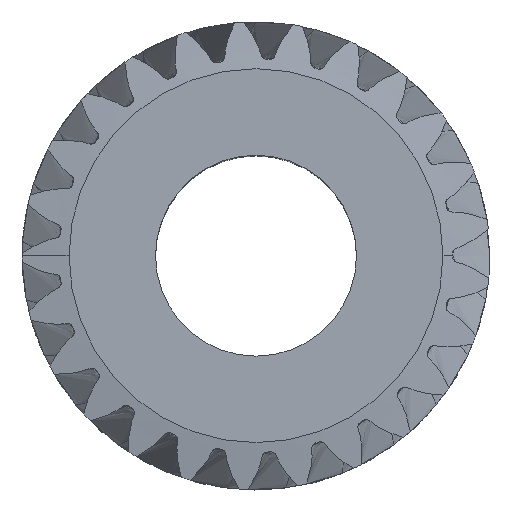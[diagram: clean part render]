
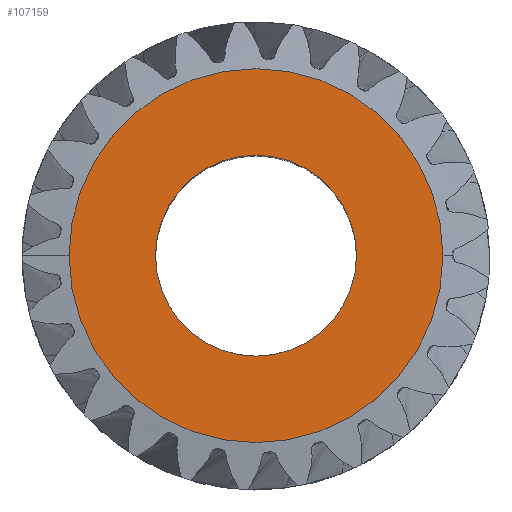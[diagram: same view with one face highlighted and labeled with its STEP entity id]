
A CAD part, top view. The second image highlights one B-rep face of the part: STEP entity #107159.
In plain terms, the highlighted planar face has unit normal (0, 0, 1).
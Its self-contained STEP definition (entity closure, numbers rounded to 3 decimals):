
#3857 = AXIS2_PLACEMENT_3D ( 'NONE', #74771, #74765, #74776 ) ;
#4098 = AXIS2_PLACEMENT_3D ( 'NONE', #118174, #118176, #118178 ) ;
#6353 = CIRCLE ( 'NONE', #118400, 3.175 ) ;
#6390 = CIRCLE ( 'NONE', #41594, 3.175 ) ;
#6391 = CIRCLE ( 'NONE', #41593, 5.908 ) ;
#6421 = FACE_BOUND ( 'NONE', #117289, .T. ) ;
#6462 = FACE_OUTER_BOUND ( 'NONE', #109780, .T. ) ;
#6503 = CIRCLE ( 'NONE', #4098, 5.908 ) ;
#16588 = VERTEX_POINT ( 'NONE', #116754 ) ;
#16828 = VERTEX_POINT ( 'NONE', #116730 ) ;
#16865 = VERTEX_POINT ( 'NONE', #116723 ) ;
#17237 = CARTESIAN_POINT ( 'NONE',  ( 5.908, 0., 4.065 ) ) ;
#41593 = AXIS2_PLACEMENT_3D ( 'NONE', #108960, #108962, #108964 ) ;
#41594 = AXIS2_PLACEMENT_3D ( 'NONE', #108969, #108971, #108973 ) ;
#51363 = CARTESIAN_POINT ( 'NONE',  ( 0., 0., 4.065 ) ) ;
#51365 = DIRECTION ( 'NONE',  ( 0., 0., 1. ) ) ;
#51367 = DIRECTION ( 'NONE',  ( 1., 0., 0. ) ) ;
#65644 = EDGE_CURVE ( 'NONE', #16865, #16588, #6353, .T. ) ;
#74765 = DIRECTION ( 'NONE',  ( 0., 0., -1. ) ) ;
#74767 = PLANE ( 'NONE',  #3857 ) ;
#74771 = CARTESIAN_POINT ( 'NONE',  ( 0., 0., 4.065 ) ) ;
#74776 = DIRECTION ( 'NONE',  ( -1., 0., 0. ) ) ;
#87245 = EDGE_CURVE ( 'NONE', #16828, #114182, #6391, .T. ) ;
#87247 = EDGE_CURVE ( 'NONE', #16588, #16865, #6390, .T. ) ;
#104814 = ORIENTED_EDGE ( 'NONE', *, *, #87247, .F. ) ;
#104819 = ORIENTED_EDGE ( 'NONE', *, *, #118381, .T. ) ;
#104825 = ORIENTED_EDGE ( 'NONE', *, *, #87245, .T. ) ;
#104826 = ORIENTED_EDGE ( 'NONE', *, *, #65644, .F. ) ;
#107159 = ADVANCED_FACE ( 'NONE', ( #6421, #6462 ), #74767, .F. ) ;
#108960 = CARTESIAN_POINT ( 'NONE',  ( 0., 0., 4.065 ) ) ;
#108962 = DIRECTION ( 'NONE',  ( 0., 0., 1. ) ) ;
#108964 = DIRECTION ( 'NONE',  ( 1., 0., 0. ) ) ;
#108969 = CARTESIAN_POINT ( 'NONE',  ( 0., 0., 4.065 ) ) ;
#108971 = DIRECTION ( 'NONE',  ( 0., 0., 1. ) ) ;
#108973 = DIRECTION ( 'NONE',  ( 1., 0., 0. ) ) ;
#109780 = EDGE_LOOP ( 'NONE', ( #104825, #104819 ) ) ;
#114182 = VERTEX_POINT ( 'NONE', #17237 ) ;
#116723 = CARTESIAN_POINT ( 'NONE',  ( -3.175, 0., 4.065 ) ) ;
#116730 = CARTESIAN_POINT ( 'NONE',  ( -5.908, 0., 4.065 ) ) ;
#116754 = CARTESIAN_POINT ( 'NONE',  ( 3.175, 0., 4.065 ) ) ;
#117289 = EDGE_LOOP ( 'NONE', ( #104814, #104826 ) ) ;
#118174 = CARTESIAN_POINT ( 'NONE',  ( 0., 0., 4.065 ) ) ;
#118176 = DIRECTION ( 'NONE',  ( 0., 0., 1. ) ) ;
#118178 = DIRECTION ( 'NONE',  ( 1., 0., 0. ) ) ;
#118381 = EDGE_CURVE ( 'NONE', #114182, #16828, #6503, .T. ) ;
#118400 = AXIS2_PLACEMENT_3D ( 'NONE', #51363, #51365, #51367 ) ;
